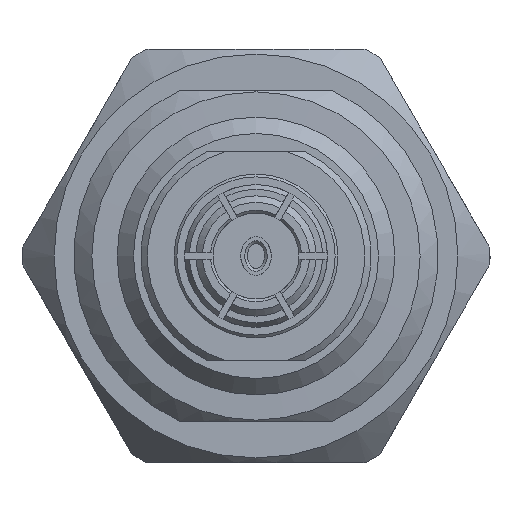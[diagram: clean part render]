
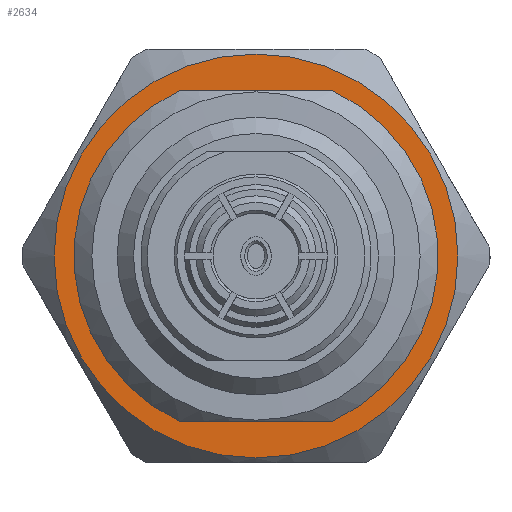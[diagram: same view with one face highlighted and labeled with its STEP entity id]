
A CAD part, left-side view. The second image highlights one B-rep face of the part: STEP entity #2634.
In plain terms, the highlighted planar face has unit normal (-1, 0, 0).
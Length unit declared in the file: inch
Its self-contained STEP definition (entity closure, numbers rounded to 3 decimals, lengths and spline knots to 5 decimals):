
#1 = CARTESIAN_POINT ( 'NONE',  ( 0.424, 0., 0. ) ) ;
#174 = CARTESIAN_POINT ( 'NONE',  ( 0.424, 0.0764, 0.13232 ) ) ;
#513 = AXIS2_PLACEMENT_3D ( 'NONE', #2180, #6016, #1085 ) ;
#986 = AXIS2_PLACEMENT_3D ( 'NONE', #1, #3879, #6530 ) ;
#1085 = DIRECTION ( 'NONE',  ( 0., -0.5, -0.866 ) ) ;
#1402 = AXIS2_PLACEMENT_3D ( 'NONE', #3706, #4383, #6528 ) ;
#1593 = EDGE_CURVE ( 'NONE', #4939, #4939, #6760, .T. ) ;
#2180 = CARTESIAN_POINT ( 'NONE',  ( 0.424, 0., 0. ) ) ;
#2217 = PLANE ( 'NONE',  #513 ) ;
#2634 = ADVANCED_FACE ( 'NONE', ( #3396, #2856 ), #2217, .T. ) ;
#2683 = CIRCLE ( 'NONE', #986, 0.15279 ) ;
#2856 = FACE_OUTER_BOUND ( 'NONE', #4855, .T. ) ;
#3396 = FACE_BOUND ( 'NONE', #5131, .T. ) ;
#3540 = ORIENTED_EDGE ( 'NONE', *, *, #3870, .F. ) ;
#3706 = CARTESIAN_POINT ( 'NONE',  ( 0.424, 0., 0. ) ) ;
#3870 = EDGE_CURVE ( 'NONE', #4026, #4026, #2683, .T. ) ;
#3879 = DIRECTION ( 'NONE',  ( 1., 0., 0. ) ) ;
#4026 = VERTEX_POINT ( 'NONE', #174 ) ;
#4383 = DIRECTION ( 'NONE',  ( 1., 0., 0. ) ) ;
#4827 = CARTESIAN_POINT ( 'NONE',  ( 0.424, -0.12291, 0. ) ) ;
#4855 = EDGE_LOOP ( 'NONE', ( #3540 ) ) ;
#4939 = VERTEX_POINT ( 'NONE', #4827 ) ;
#5131 = EDGE_LOOP ( 'NONE', ( #6158 ) ) ;
#6016 = DIRECTION ( 'NONE',  ( -1., 0., 0. ) ) ;
#6158 = ORIENTED_EDGE ( 'NONE', *, *, #1593, .T. ) ;
#6528 = DIRECTION ( 'NONE',  ( 0., -1., 0. ) ) ;
#6530 = DIRECTION ( 'NONE',  ( 0., 0.5, 0.866 ) ) ;
#6760 = CIRCLE ( 'NONE', #1402, 0.12291 ) ;
